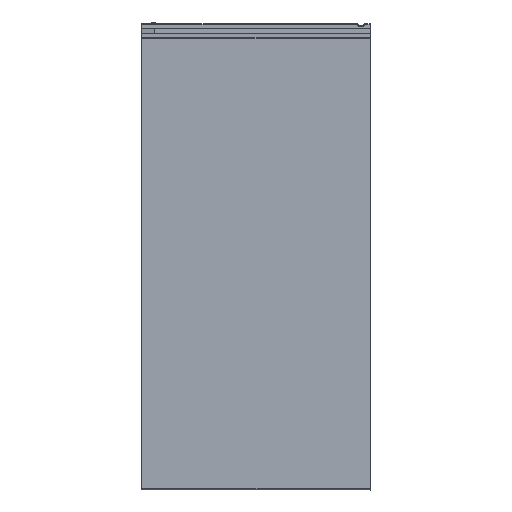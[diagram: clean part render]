
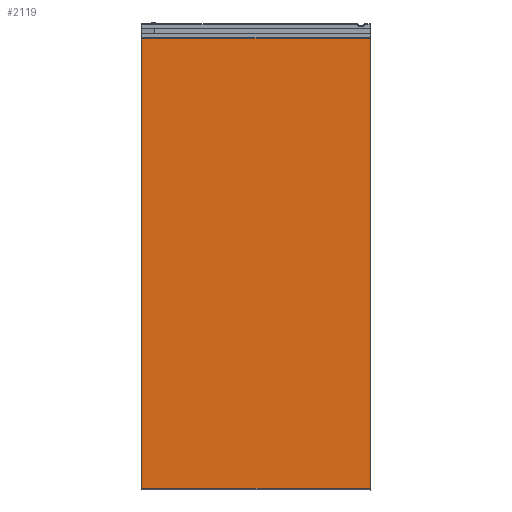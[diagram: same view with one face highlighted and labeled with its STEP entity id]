
A CAD part, left-side view. The second image highlights one B-rep face of the part: STEP entity #2119.
In plain terms, the highlighted planar face has unit normal (-1, 0, -0.009).
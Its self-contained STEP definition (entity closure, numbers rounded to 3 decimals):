
#340=DIRECTION('',(0.009,0.,-1.));
#341=VECTOR('',#340,197.315);
#342=CARTESIAN_POINT('',(-35.483,100.,-2.297));
#343=LINE('',#342,#341);
#417=DIRECTION('',(-0.009,0.,1.));
#418=VECTOR('',#417,197.315);
#419=CARTESIAN_POINT('',(-33.729,0.,
-199.604));
#420=LINE('',#419,#418);
#766=DIRECTION('',(0.,1.,0.));
#767=VECTOR('',#766,100.);
#768=CARTESIAN_POINT('',(-33.729,0.,
-199.604));
#769=LINE('',#768,#767);
#770=DIRECTION('',(0.,1.,0.));
#771=VECTOR('',#770,100.);
#772=CARTESIAN_POINT('',(-35.483,0.,
-2.297));
#773=LINE('',#772,#771);
#1324=CARTESIAN_POINT('',(-35.483,100.,
-2.297));
#1325=VERTEX_POINT('',#1324);
#1326=CARTESIAN_POINT('',(-33.729,100.,
-199.604));
#1327=VERTEX_POINT('',#1326);
#1366=CARTESIAN_POINT('',(-33.729,0.,
-199.604));
#1367=VERTEX_POINT('',#1366);
#1368=CARTESIAN_POINT('',(-35.483,0.,
-2.297));
#1369=VERTEX_POINT('',#1368);
#2107=CARTESIAN_POINT('',(-34.606,50.,
-100.951));
#2108=DIRECTION('',(1.,0.,0.009));
#2109=DIRECTION('',(-0.009,0.,1.));
#2110=AXIS2_PLACEMENT_3D('',#2107,#2108,#2109);
#2111=PLANE('',#2110);
#2113=ORIENTED_EDGE('',*,*,#2112,.F.);
#2114=ORIENTED_EDGE('',*,*,#1737,.F.);
#2115=ORIENTED_EDGE('',*,*,#2099,.T.);
#2116=ORIENTED_EDGE('',*,*,#1619,.F.);
#2117=EDGE_LOOP('',(#2113,#2114,#2115,#2116));
#2118=FACE_OUTER_BOUND('',#2117,.F.);
#1619=EDGE_CURVE('',#1325,#1327,#343,.T.);
#1737=EDGE_CURVE('',#1367,#1369,#420,.T.);
#2099=EDGE_CURVE('',#1367,#1327,#769,.T.);
#2112=EDGE_CURVE('',#1369,#1325,#773,.T.);
#2119=ADVANCED_FACE('',(#2118),#2111,.F.);
